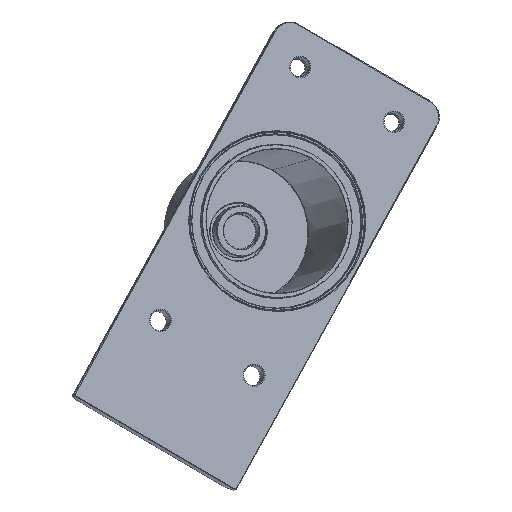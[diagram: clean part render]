
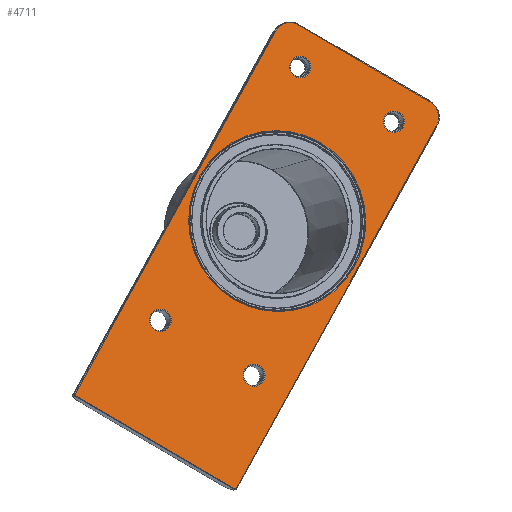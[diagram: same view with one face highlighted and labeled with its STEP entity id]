
A CAD part, front view. The second image highlights one B-rep face of the part: STEP entity #4711.
In plain terms, the highlighted planar face has unit normal (0.211, -0.976, 0.059).
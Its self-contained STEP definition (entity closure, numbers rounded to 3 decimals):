
#685=CARTESIAN_POINT('',(-40.925,-26.831,
-62.152));
#686=DIRECTION('',(-0.211,0.976,-0.059));
#687=DIRECTION('',(0.853,0.155,-0.499));
#688=AXIS2_PLACEMENT_3D('',#685,#686,#687);
#690=DIRECTION('',(-0.853,-0.155,0.499));
#691=VECTOR('',#690,51.);
#692=CARTESIAN_POINT('',(-41.068,-26.878,
-62.412));
#693=LINE('',#692,#691);
#694=CARTESIAN_POINT('',(-84.419,-34.723,
-36.716));
#695=DIRECTION('',(-0.211,0.976,-0.059));
#696=DIRECTION('',(-0.478,-0.155,-0.865));
#697=AXIS2_PLACEMENT_3D('',#694,#695,#696);
#699=DIRECTION('',(0.478,0.155,0.865));
#700=VECTOR('',#699,114.5);
#701=CARTESIAN_POINT('',(-84.675,-34.769,
-36.567));
#702=LINE('',#701,#700);
#703=CARTESIAN_POINT('',(-25.905,-16.23,60.055));
#704=DIRECTION('',(-0.211,0.976,-0.059));
#705=DIRECTION('',(-0.853,-0.155,0.499));
#706=AXIS2_PLACEMENT_3D('',#703,#704,#705);
#708=DIRECTION('',(0.853,0.155,-0.499));
#709=VECTOR('',#708,42.);
#710=CARTESIAN_POINT('',(-23.613,-15.484,64.206));
#711=LINE('',#710,#709);
#712=CARTESIAN_POINT('',(9.914,-9.731,39.108));
#713=DIRECTION('',(-0.211,0.976,-0.059));
#714=DIRECTION('',(0.478,0.155,0.865));
#715=AXIS2_PLACEMENT_3D('',#712,#713,#714);
#717=DIRECTION('',(-0.478,-0.155,-0.865));
#718=VECTOR('',#717,114.5);
#719=CARTESIAN_POINT('',(14.007,-8.988,36.714));
#720=LINE('',#719,#718);
#721=CARTESIAN_POINT('',(-23.176,-16.079,52.739));
#722=DIRECTION('',(-0.211,0.976,-0.059));
#723=DIRECTION('',(-0.853,-0.155,0.499));
#724=AXIS2_PLACEMENT_3D('',#721,#722,#723);
#726=CARTESIAN_POINT('',(-23.176,-16.079,52.739));
#727=DIRECTION('',(-0.211,0.976,-0.059));
#728=DIRECTION('',(0.853,0.155,-0.499));
#729=AXIS2_PLACEMENT_3D('',#726,#727,#728);
#731=CARTESIAN_POINT('',(2.409,-11.437,37.776));
#732=DIRECTION('',(-0.211,0.976,-0.059));
#733=DIRECTION('',(-0.853,-0.155,0.499));
#734=AXIS2_PLACEMENT_3D('',#731,#732,#733);
#736=CARTESIAN_POINT('',(2.409,-11.437,37.776));
#737=DIRECTION('',(-0.211,0.976,-0.059));
#738=DIRECTION('',(0.853,0.155,-0.499));
#739=AXIS2_PLACEMENT_3D('',#736,#737,#738);
#741=CARTESIAN_POINT('',(-35.793,-23.871,
-31.405));
#742=DIRECTION('',(-0.211,0.976,-0.059));
#743=DIRECTION('',(-0.853,-0.155,0.499));
#744=AXIS2_PLACEMENT_3D('',#741,#742,#743);
#746=CARTESIAN_POINT('',(-35.793,-23.871,
-31.405));
#747=DIRECTION('',(-0.211,0.976,-0.059));
#748=DIRECTION('',(0.853,0.155,-0.499));
#749=AXIS2_PLACEMENT_3D('',#746,#747,#748);
#751=CARTESIAN_POINT('',(-61.377,-28.513,
-16.443));
#752=DIRECTION('',(-0.211,0.976,-0.059));
#753=DIRECTION('',(-0.853,-0.155,0.499));
#754=AXIS2_PLACEMENT_3D('',#751,#752,#753);
#756=CARTESIAN_POINT('',(-61.377,-28.513,
-16.443));
#757=DIRECTION('',(-0.211,0.976,-0.059));
#758=DIRECTION('',(0.853,0.155,-0.499));
#759=AXIS2_PLACEMENT_3D('',#756,#757,#758);
#761=CARTESIAN_POINT('',(-29.484,-19.975,10.667));
#762=DIRECTION('',(-0.211,0.976,-0.059));
#763=DIRECTION('',(-0.478,-0.155,-0.865));
#764=AXIS2_PLACEMENT_3D('',#761,#762,#763);
#766=CARTESIAN_POINT('',(-29.484,-19.975,10.667));
#767=DIRECTION('',(-0.211,0.976,-0.059));
#768=DIRECTION('',(0.478,0.155,0.865));
#769=AXIS2_PLACEMENT_3D('',#766,#767,#768);
#3140=CARTESIAN_POINT('',(-40.669,-26.784,
-62.302));
#3141=CARTESIAN_POINT('',(-41.068,-26.878,
-62.412));
#3142=VERTEX_POINT('',#3140);
#3143=VERTEX_POINT('',#3141);
#3146=CARTESIAN_POINT('',(-84.562,-34.769,
-36.976));
#3147=VERTEX_POINT('',#3146);
#3150=CARTESIAN_POINT('',(-84.675,-34.769,
-36.567));
#3151=VERTEX_POINT('',#3150);
#3154=CARTESIAN_POINT('',(-29.999,-16.973,
62.449));
#3155=VERTEX_POINT('',#3154);
#3158=CARTESIAN_POINT('',(14.007,-8.988,36.714));
#3159=VERTEX_POINT('',#3158);
#3168=CARTESIAN_POINT('',(-23.613,-15.484,
64.206));
#3169=CARTESIAN_POINT('',(12.206,-8.985,43.259));
#3170=VERTEX_POINT('',#3168);
#3171=VERTEX_POINT('',#3169);
#3291=CARTESIAN_POINT('',(-25.689,-16.535,
54.208));
#3292=CARTESIAN_POINT('',(-20.663,-15.623,
51.269));
#3293=VERTEX_POINT('',#3291);
#3294=VERTEX_POINT('',#3292);
#3299=CARTESIAN_POINT('',(-0.104,-11.893,
39.246));
#3300=CARTESIAN_POINT('',(4.922,-10.981,36.307));
#3301=VERTEX_POINT('',#3299);
#3302=VERTEX_POINT('',#3300);
#3307=CARTESIAN_POINT('',(-38.387,-24.341,
-29.887));
#3308=CARTESIAN_POINT('',(-33.198,-23.4,
-32.922));
#3309=VERTEX_POINT('',#3307);
#3310=VERTEX_POINT('',#3308);
#3315=CARTESIAN_POINT('',(-63.972,-28.984,
-14.925));
#3316=CARTESIAN_POINT('',(-58.783,-28.042,
-17.96));
#3317=VERTEX_POINT('',#3315);
#3318=VERTEX_POINT('',#3316);
#3323=CARTESIAN_POINT('',(-41.3,-23.821,
-10.731));
#3324=CARTESIAN_POINT('',(-17.668,-16.129,
32.065));
#3325=VERTEX_POINT('',#3323);
#3326=VERTEX_POINT('',#3324);
#4659=CARTESIAN_POINT('',(-29.484,-19.975,
10.667));
#4660=DIRECTION('',(-0.211,0.976,-0.059));
#4661=DIRECTION('',(0.853,0.155,-0.499));
#4662=AXIS2_PLACEMENT_3D('',#4659,#4660,#4661);
#4663=PLANE('',#4662);
#4665=ORIENTED_EDGE('',*,*,#4664,.T.);
#4667=ORIENTED_EDGE('',*,*,#4666,.T.);
#4669=ORIENTED_EDGE('',*,*,#4668,.T.);
#4671=ORIENTED_EDGE('',*,*,#4670,.T.);
#4673=ORIENTED_EDGE('',*,*,#4672,.T.);
#4675=ORIENTED_EDGE('',*,*,#4674,.T.);
#4677=ORIENTED_EDGE('',*,*,#4676,.T.);
#4679=ORIENTED_EDGE('',*,*,#4678,.T.);
#4680=EDGE_LOOP('',(#4665,#4667,#4669,#4671,#4673,#4675,#4677,#4679));
#4681=FACE_OUTER_BOUND('',#4680,.F.);
#4683=ORIENTED_EDGE('',*,*,#4682,.F.);
#4685=ORIENTED_EDGE('',*,*,#4684,.F.);
#4686=EDGE_LOOP('',(#4683,#4685));
#4687=FACE_BOUND('',#4686,.F.);
#4689=ORIENTED_EDGE('',*,*,#4688,.F.);
#4691=ORIENTED_EDGE('',*,*,#4690,.F.);
#4692=EDGE_LOOP('',(#4689,#4691));
#4693=FACE_BOUND('',#4692,.F.);
#4695=ORIENTED_EDGE('',*,*,#4694,.F.);
#4697=ORIENTED_EDGE('',*,*,#4696,.F.);
#4698=EDGE_LOOP('',(#4695,#4697));
#4699=FACE_BOUND('',#4698,.F.);
#4701=ORIENTED_EDGE('',*,*,#4700,.F.);
#4703=ORIENTED_EDGE('',*,*,#4702,.F.);
#4704=EDGE_LOOP('',(#4701,#4703));
#4705=FACE_BOUND('',#4704,.F.);
#4706=ORIENTED_EDGE('',*,*,#4642,.F.);
#4708=ORIENTED_EDGE('',*,*,#4707,.F.);
#4709=EDGE_LOOP('',(#4706,#4708));
#4710=FACE_BOUND('',#4709,.F.);
#4711=ADVANCED_FACE('',(#4681,#4687,#4693,#4699,#4705,#4710),#4663,.F.);
#689=CIRCLE('',#688,0.3);
#698=CIRCLE('',#697,0.3);
#707=CIRCLE('',#706,4.8);
#716=CIRCLE('',#715,4.8);
#725=CIRCLE('',#724,2.947);
#730=CIRCLE('',#729,2.947);
#735=CIRCLE('',#734,2.947);
#740=CIRCLE('',#739,2.947);
#745=CIRCLE('',#744,3.043);
#750=CIRCLE('',#749,3.043);
#755=CIRCLE('',#754,3.043);
#760=CIRCLE('',#759,3.043);
#765=CIRCLE('',#764,24.745);
#770=CIRCLE('',#769,24.745);
#4642=EDGE_CURVE('',#3325,#3326,#765,.T.);
#4664=EDGE_CURVE('',#3142,#3143,#689,.T.);
#4666=EDGE_CURVE('',#3143,#3147,#693,.T.);
#4668=EDGE_CURVE('',#3147,#3151,#698,.T.);
#4670=EDGE_CURVE('',#3151,#3155,#702,.T.);
#4672=EDGE_CURVE('',#3155,#3170,#707,.T.);
#4674=EDGE_CURVE('',#3170,#3171,#711,.T.);
#4676=EDGE_CURVE('',#3171,#3159,#716,.T.);
#4678=EDGE_CURVE('',#3159,#3142,#720,.T.);
#4682=EDGE_CURVE('',#3293,#3294,#725,.T.);
#4684=EDGE_CURVE('',#3294,#3293,#730,.T.);
#4688=EDGE_CURVE('',#3301,#3302,#735,.T.);
#4690=EDGE_CURVE('',#3302,#3301,#740,.T.);
#4694=EDGE_CURVE('',#3309,#3310,#745,.T.);
#4696=EDGE_CURVE('',#3310,#3309,#750,.T.);
#4700=EDGE_CURVE('',#3317,#3318,#755,.T.);
#4702=EDGE_CURVE('',#3318,#3317,#760,.T.);
#4707=EDGE_CURVE('',#3326,#3325,#770,.T.);
